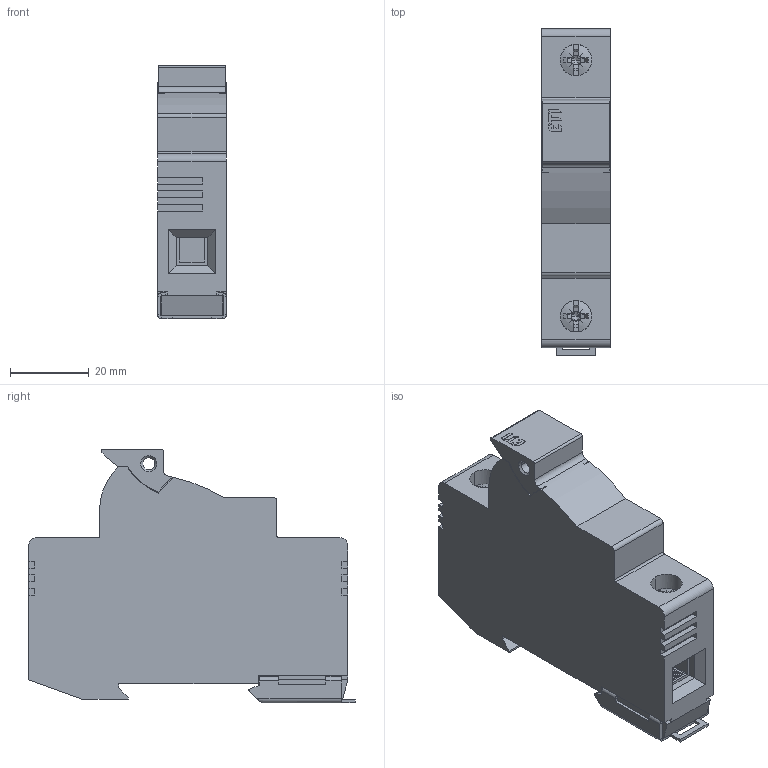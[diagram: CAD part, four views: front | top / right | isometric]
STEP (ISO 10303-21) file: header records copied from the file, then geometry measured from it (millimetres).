
FILE_DESCRIPTION((''),'2;1');
FILE_NAME('EFD10_1P','2017-09-15T',('matic.bajda'),('Audax d.o.o.'),'CREO PARAMETRIC BY PTC INC, 2016260','CREO PARAMETRIC BY PTC INC, 2016260','');
FILE_SCHEMA(('AUTOMOTIVE_DESIGN { 1 0 10303 214 1 1 1 1 }'));
Length unit declared in the file: millimetre
Products named in the file (1): EFD10_1P
Bounding box: 17.5 x 82.89 x 64.35 mm (x, y, z)
Volume: 64814.3 mm3; surface area: 15913.2 mm2
Topology: 1 solids, 1 shells, 481 faces, 1324 edges, 855 vertices
Faces by surface type: plane 355, cylinder 96, cone 16, bspline 8, sphere 4, torus 2
Entity records: 19803 total; most frequent: CARTESIAN_POINT 3437, ORIENTED_EDGE 2640, DIRECTION 2385, PRESENTATION_STYLE_ASSIGNMENT 1324, STYLED_ITEM 1321, CURVE_STYLE 1320, EDGE_CURVE 1320, VECTOR 953
